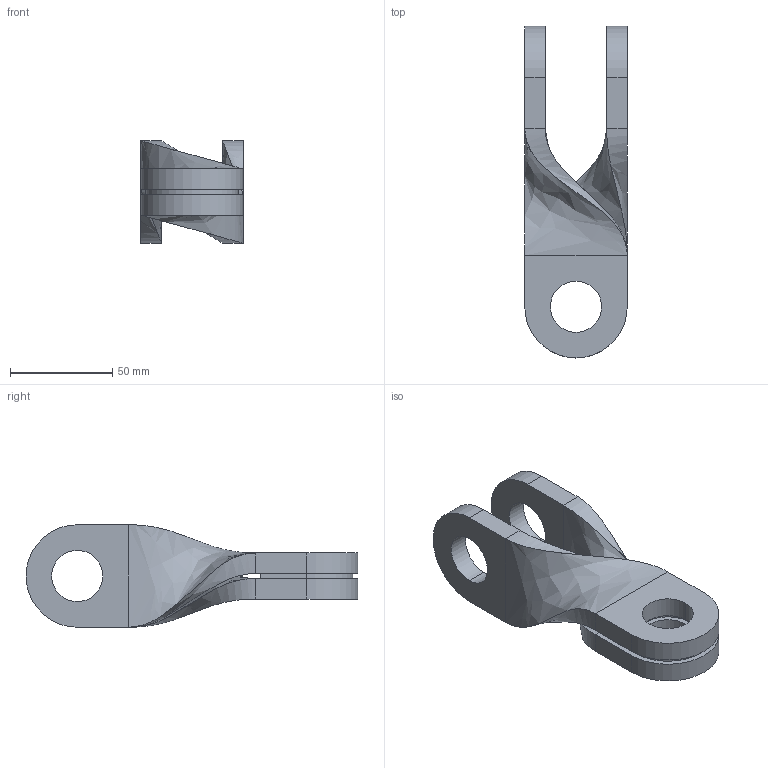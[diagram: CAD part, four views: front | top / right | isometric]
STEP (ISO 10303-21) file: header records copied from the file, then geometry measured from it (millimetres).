
FILE_DESCRIPTION (( 'STEP AP203' ), '1' );
FILE_NAME ('ivngwc-2009-02.STEP', '2022-12-06T07:33:03', ( '' ), ( '' ), 'SwSTEP 2.0', 'SolidWorks 2017', '' );
FILE_SCHEMA (( 'CONFIG_CONTROL_DESIGN' ));
Length unit declared in the file: millimetre
Products named in the file (1): ivngwc-2009-02
Bounding box: 50 x 162 x 50 mm (x, y, z)
Volume: 119594.9 mm3; surface area: 34509.3 mm2
Topology: 1 solids, 1 shells, 262 faces, 683 edges, 450 vertices
Faces by surface type: bspline 226, plane 21, cylinder 15
Entity records: 23180 total; most frequent: CARTESIAN_POINT 18490, ORIENTED_EDGE 1366, EDGE_CURVE 683, B_SPLINE_CURVE_WITH_KNOTS 597, VERTEX_POINT 450, EDGE_LOOP 295, FACE_OUTER_BOUND 262, ADVANCED_FACE 262
